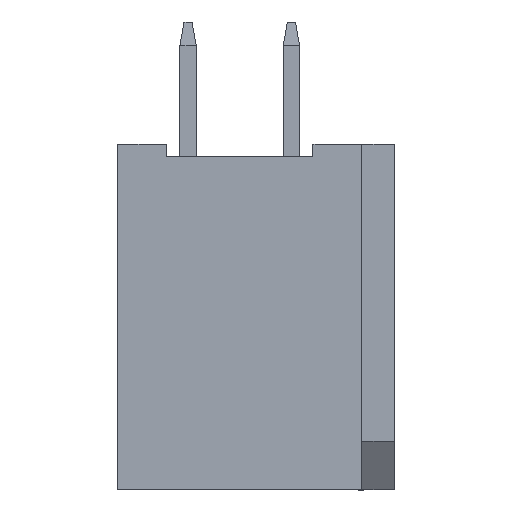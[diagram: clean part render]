
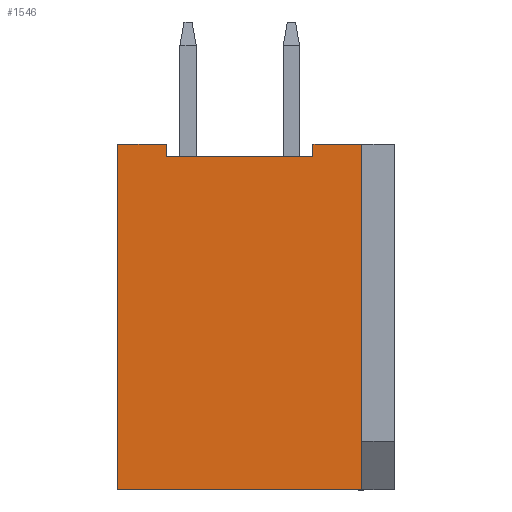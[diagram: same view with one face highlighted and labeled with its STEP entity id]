
A CAD part, left-side view. The second image highlights one B-rep face of the part: STEP entity #1546.
In plain terms, the highlighted planar face has unit normal (-1, 0, 0).
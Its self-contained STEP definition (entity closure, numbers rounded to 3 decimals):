
#44 = LINE ( 'NONE', #398, #4011 ) ;
#141 = CARTESIAN_POINT ( 'NONE',  ( 32.77, 1.8, 8.2 ) ) ;
#222 = DIRECTION ( 'NONE',  ( 0., -1., 0. ) ) ;
#354 = VERTEX_POINT ( 'NONE', #3316 ) ;
#398 = CARTESIAN_POINT ( 'NONE',  ( 32.77, -3., 8.5 ) ) ;
#519 = DIRECTION ( 'NONE',  ( 0., 1., 0. ) ) ;
#551 = CARTESIAN_POINT ( 'NONE',  ( 32.77, -1.8, 8.2 ) ) ;
#667 = LINE ( 'NONE', #3850, #3489 ) ;
#740 = VECTOR ( 'NONE', #4108, 1000. ) ;
#750 = VERTEX_POINT ( 'NONE', #3366 ) ;
#906 = DIRECTION ( 'NONE',  ( 0., -1., 0. ) ) ;
#930 = VERTEX_POINT ( 'NONE', #551 ) ;
#969 = ORIENTED_EDGE ( 'NONE', *, *, #2658, .F. ) ;
#1114 = DIRECTION ( 'NONE',  ( 0., -1., 0. ) ) ;
#1185 = EDGE_LOOP ( 'NONE', ( #3631, #969, #2691, #2968, #3492, #2550, #2300, #3663 ) ) ;
#1321 = CARTESIAN_POINT ( 'NONE',  ( 32.77, -1.8, 8.5 ) ) ;
#1328 = DIRECTION ( 'NONE',  ( 0., 0., -1. ) ) ;
#1456 = VECTOR ( 'NONE', #4045, 1000. ) ;
#1528 = EDGE_CURVE ( 'NONE', #2259, #354, #1769, .T. ) ;
#1530 = VERTEX_POINT ( 'NONE', #141 ) ;
#1540 = EDGE_CURVE ( 'NONE', #1788, #3716, #2179, .T. ) ;
#1546 = ADVANCED_FACE ( 'NONE', ( #3090 ), #2484, .F. ) ;
#1628 = LINE ( 'NONE', #4185, #3897 ) ;
#1769 = LINE ( 'NONE', #2737, #1456 ) ;
#1788 = VERTEX_POINT ( 'NONE', #2652 ) ;
#1836 = CARTESIAN_POINT ( 'NONE',  ( 32.77, 0., 8.5 ) ) ;
#1862 = LINE ( 'NONE', #4068, #3204 ) ;
#1867 = EDGE_CURVE ( 'NONE', #354, #750, #44, .T. ) ;
#1928 = VERTEX_POINT ( 'NONE', #2479 ) ;
#2010 = AXIS2_PLACEMENT_3D ( 'NONE', #3472, #3130, #519 ) ;
#2179 = LINE ( 'NONE', #1836, #3841 ) ;
#2259 = VERTEX_POINT ( 'NONE', #1321 ) ;
#2300 = ORIENTED_EDGE ( 'NONE', *, *, #4119, .T. ) ;
#2400 = VECTOR ( 'NONE', #222, 1000. ) ;
#2479 = CARTESIAN_POINT ( 'NONE',  ( 32.77, 3., 0. ) ) ;
#2484 = PLANE ( 'NONE',  #2010 ) ;
#2504 = LINE ( 'NONE', #2823, #740 ) ;
#2550 = ORIENTED_EDGE ( 'NONE', *, *, #3612, .F. ) ;
#2652 = CARTESIAN_POINT ( 'NONE',  ( 32.77, 3., 8.5 ) ) ;
#2658 = EDGE_CURVE ( 'NONE', #930, #2259, #2504, .T. ) ;
#2691 = ORIENTED_EDGE ( 'NONE', *, *, #3500, .F. ) ;
#2737 = CARTESIAN_POINT ( 'NONE',  ( 32.77, 0., 8.5 ) ) ;
#2823 = CARTESIAN_POINT ( 'NONE',  ( 32.77, -1.8, 8.5 ) ) ;
#2968 = ORIENTED_EDGE ( 'NONE', *, *, #3629, .F. ) ;
#3090 = FACE_OUTER_BOUND ( 'NONE', #1185, .T. ) ;
#3130 = DIRECTION ( 'NONE',  ( 1., 0., 0. ) ) ;
#3146 = LINE ( 'NONE', #3445, #2400 ) ;
#3204 = VECTOR ( 'NONE', #906, 1000. ) ;
#3260 = CARTESIAN_POINT ( 'NONE',  ( 32.77, 1.8, 8.5 ) ) ;
#3316 = CARTESIAN_POINT ( 'NONE',  ( 32.77, -3., 8.5 ) ) ;
#3366 = CARTESIAN_POINT ( 'NONE',  ( 32.77, -3., 0. ) ) ;
#3445 = CARTESIAN_POINT ( 'NONE',  ( 32.77, -1.07, 8.2 ) ) ;
#3472 = CARTESIAN_POINT ( 'NONE',  ( 32.77, 19.008, 51.4 ) ) ;
#3489 = VECTOR ( 'NONE', #3889, 1000. ) ;
#3492 = ORIENTED_EDGE ( 'NONE', *, *, #1540, .F. ) ;
#3500 = EDGE_CURVE ( 'NONE', #1530, #930, #3146, .T. ) ;
#3573 = DIRECTION ( 'NONE',  ( 0., 0., 1. ) ) ;
#3612 = EDGE_CURVE ( 'NONE', #1928, #1788, #1628, .T. ) ;
#3629 = EDGE_CURVE ( 'NONE', #3716, #1530, #667, .T. ) ;
#3631 = ORIENTED_EDGE ( 'NONE', *, *, #1528, .F. ) ;
#3663 = ORIENTED_EDGE ( 'NONE', *, *, #1867, .F. ) ;
#3716 = VERTEX_POINT ( 'NONE', #3260 ) ;
#3841 = VECTOR ( 'NONE', #1114, 1000. ) ;
#3850 = CARTESIAN_POINT ( 'NONE',  ( 32.77, 1.8, 8.5 ) ) ;
#3889 = DIRECTION ( 'NONE',  ( 0., 0., -1. ) ) ;
#3897 = VECTOR ( 'NONE', #3573, 1000. ) ;
#4011 = VECTOR ( 'NONE', #1328, 1000. ) ;
#4045 = DIRECTION ( 'NONE',  ( 0., -1., 0. ) ) ;
#4068 = CARTESIAN_POINT ( 'NONE',  ( 32.77, 19.008, 0. ) ) ;
#4108 = DIRECTION ( 'NONE',  ( 0., 0., 1. ) ) ;
#4119 = EDGE_CURVE ( 'NONE', #1928, #750, #1862, .T. ) ;
#4185 = CARTESIAN_POINT ( 'NONE',  ( 32.77, 3., 8.5 ) ) ;
